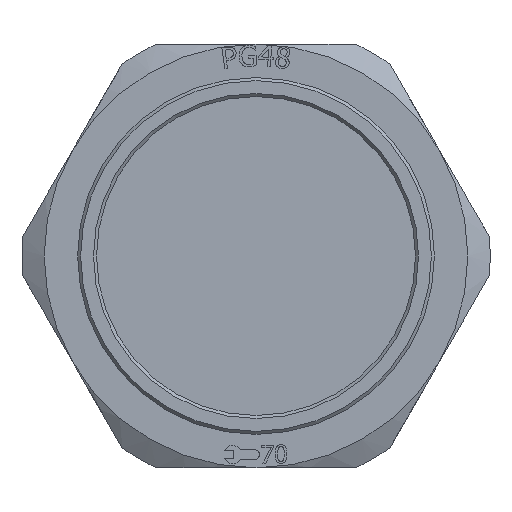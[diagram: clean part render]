
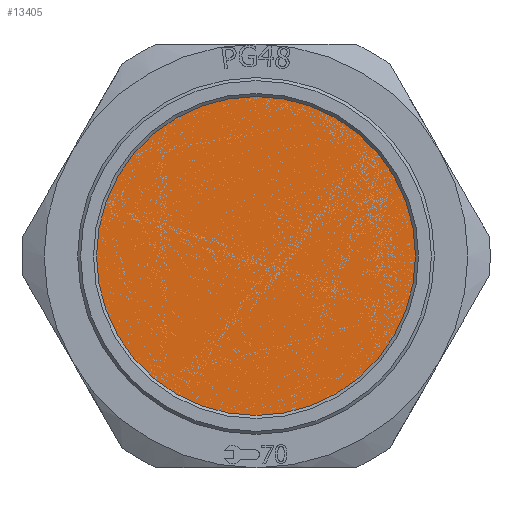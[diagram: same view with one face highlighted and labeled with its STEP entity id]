
A CAD part, front view. The second image highlights one B-rep face of the part: STEP entity #13405.
In plain terms, the highlighted planar face has unit normal (0, -1, 0).
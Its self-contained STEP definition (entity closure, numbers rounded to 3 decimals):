
#4200=FACE_OUTER_BOUND('',#4852,.T.);
#4852=EDGE_LOOP('',(#12627));
#5211=CIRCLE('',#14261,29.65);
#6632=VERTEX_POINT('',#29839);
#8631=EDGE_CURVE('',#6632,#6632,#5211,.T.);
#12627=ORIENTED_EDGE('',*,*,#8631,.T.);
#12788=PLANE('',#14260);
#13405=ADVANCED_FACE('',(#4200),#12788,.T.);
#14260=AXIS2_PLACEMENT_3D('',#29838,#16729,#16730);
#14261=AXIS2_PLACEMENT_3D('',#29840,#16731,#16732);
#16729=DIRECTION('center_axis',(0.,-1.,0.));
#16730=DIRECTION('ref_axis',(0.,0.,-1.));
#16731=DIRECTION('center_axis',(0.,-1.,0.));
#16732=DIRECTION('ref_axis',(0.,0.,1.));
#29838=CARTESIAN_POINT('Origin',(-8.185,-11.625,0.));
#29839=CARTESIAN_POINT('',(-8.185,-11.625,-29.65));
#29840=CARTESIAN_POINT('Origin',(-8.185,-11.625,0.));
